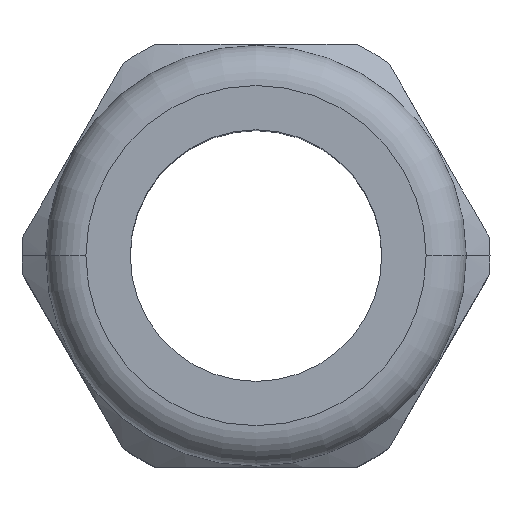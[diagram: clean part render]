
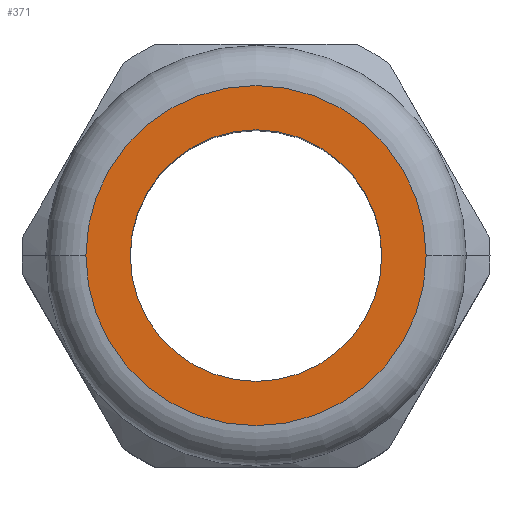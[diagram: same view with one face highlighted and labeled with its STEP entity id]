
A CAD part, top view. The second image highlights one B-rep face of the part: STEP entity #371.
In plain terms, the highlighted planar face has unit normal (0, 0, 1).
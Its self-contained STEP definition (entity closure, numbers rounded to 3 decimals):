
#13 = EDGE_CURVE ( 'NONE', #226, #227, #380, .T. ) ;
#70 = DIRECTION ( 'NONE',  ( -1., 0., 0. ) ) ;
#74 = DIRECTION ( 'NONE',  ( 0., 0., -1. ) ) ;
#142 = EDGE_CURVE ( 'NONE', #231, #198, #892, .T. ) ;
#198 = VERTEX_POINT ( 'NONE', #825 ) ;
#226 = VERTEX_POINT ( 'NONE', #1146 ) ;
#227 = VERTEX_POINT ( 'NONE', #1151 ) ;
#231 = VERTEX_POINT ( 'NONE', #1159 ) ;
#327 = EDGE_CURVE ( 'NONE', #198, #231, #1178, .T. ) ;
#328 = EDGE_LOOP ( 'NONE', ( #329, #330 ) ) ;
#329 = ORIENTED_EDGE ( 'NONE', *, *, #142, .T. ) ;
#330 = ORIENTED_EDGE ( 'NONE', *, *, #327, .T. ) ;
#371 = ADVANCED_FACE ( 'NONE', ( #1330, #1320 ), #1248, .T. ) ;
#372 = EDGE_CURVE ( 'NONE', #227, #226, #1372, .T. ) ;
#380 = CIRCLE ( 'NONE', #420, 12.5 ) ;
#406 = EDGE_LOOP ( 'NONE', ( #452, #409 ) ) ;
#409 = ORIENTED_EDGE ( 'NONE', *, *, #13, .T. ) ;
#420 = AXIS2_PLACEMENT_3D ( 'NONE', #427, #74, #70 ) ;
#427 = CARTESIAN_POINT ( 'NONE',  ( 0., 0., 49. ) ) ;
#452 = ORIENTED_EDGE ( 'NONE', *, *, #372, .T. ) ;
#825 = CARTESIAN_POINT ( 'NONE',  ( -16.9, 0., 49. ) ) ;
#889 = DIRECTION ( 'NONE',  ( 1., 0., 0. ) ) ;
#890 = DIRECTION ( 'NONE',  ( 0., 0., 1. ) ) ;
#891 = CARTESIAN_POINT ( 'NONE',  ( 0., 0., 49. ) ) ;
#892 = CIRCLE ( 'NONE', #945, 16.9 ) ;
#945 = AXIS2_PLACEMENT_3D ( 'NONE', #891, #890, #889 ) ;
#1146 = CARTESIAN_POINT ( 'NONE',  ( 12.5, 0., 49. ) ) ;
#1151 = CARTESIAN_POINT ( 'NONE',  ( -12.5, 0., 49. ) ) ;
#1159 = CARTESIAN_POINT ( 'NONE',  ( 16.9, 0., 49. ) ) ;
#1175 = DIRECTION ( 'NONE',  ( 1., 0., 0. ) ) ;
#1176 = DIRECTION ( 'NONE',  ( 0., 0., 1. ) ) ;
#1177 = CARTESIAN_POINT ( 'NONE',  ( 0., 0., 49. ) ) ;
#1178 = CIRCLE ( 'NONE', #1265, 16.9 ) ;
#1248 = PLANE ( 'NONE',  #1313 ) ;
#1265 = AXIS2_PLACEMENT_3D ( 'NONE', #1177, #1176, #1175 ) ;
#1313 = AXIS2_PLACEMENT_3D ( 'NONE', #1324, #1319, #1376 ) ;
#1314 = AXIS2_PLACEMENT_3D ( 'NONE', #1371, #1370, #1369 ) ;
#1319 = DIRECTION ( 'NONE',  ( 0., 0., 1. ) ) ;
#1320 = FACE_OUTER_BOUND ( 'NONE', #328, .T. ) ;
#1324 = CARTESIAN_POINT ( 'NONE',  ( 0., 0., 49. ) ) ;
#1330 = FACE_BOUND ( 'NONE', #406, .T. ) ;
#1369 = DIRECTION ( 'NONE',  ( -1., 0., 0. ) ) ;
#1370 = DIRECTION ( 'NONE',  ( 0., 0., -1. ) ) ;
#1371 = CARTESIAN_POINT ( 'NONE',  ( 0., 0., 49. ) ) ;
#1372 = CIRCLE ( 'NONE', #1314, 12.5 ) ;
#1376 = DIRECTION ( 'NONE',  ( 1., 0., 0. ) ) ;
